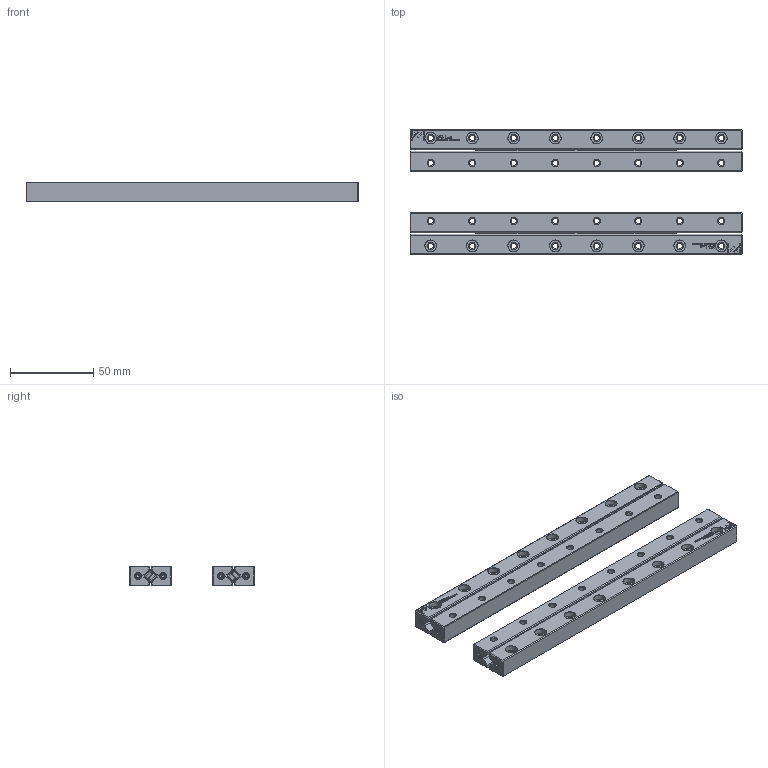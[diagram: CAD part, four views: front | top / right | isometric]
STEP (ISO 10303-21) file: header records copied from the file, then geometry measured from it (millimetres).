
FILE_DESCRIPTION(/* description */ (''),/* implementation_level */ '2;1');
FILE_NAME(/* name */ 'Set RNG-6200x16KRE-ACC_stp.stp',/* time_stamp */ '2025-05-14T08:08:13+02:00',/* author */ (''),/* organization */ (''),/* preprocessor_version */ 'ST-DEVELOPER v16.7',/* originating_system */ 'SIEMENS PLM Software NX 12.0',/* authorisation */ '');
FILE_SCHEMA (('AUTOMOTIVE_DESIGN { 1 0 10303 214 3 1 1 1 }'));
Products named in the file (1): Set RNG-6200x16KRE-ACC_stp
Bounding box: 200 x 75 x 12 mm (x, y, z)
Volume: 102388.5 mm3; surface area: 65753.3 mm2
Topology: 48 solids, 48 shells, 5961 faces, 16640 edges, 10983 vertices
Faces by surface type: plane 4164, cylinder 852, bspline 488, cone 260, extrusion 124, torus 73
Full cylindrical faces by diameter (mm): 0.8 x144, 2 x8, 2.26 x8, 3.2 x8, 3.3 x32, 4 x32, 6 x32, 7 x32
Entity records: 204514 total; most frequent: CARTESIAN_POINT 48361, ORIENTED_EDGE 31952, DIRECTION 27042, EDGE_CURVE 15976, VECTOR 12544, LINE 12420, VERTEX_POINT 10892, AXIS2_PLACEMENT_3D 7249
